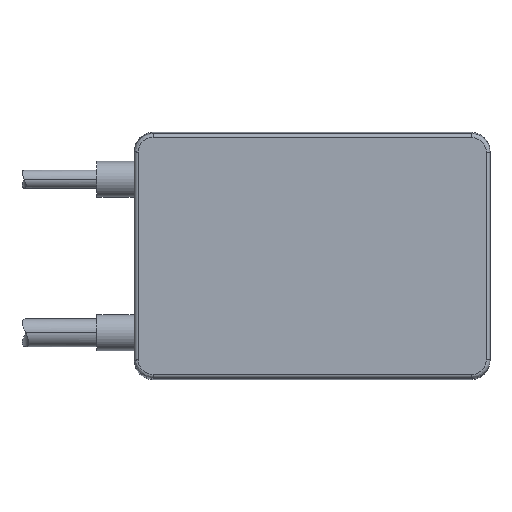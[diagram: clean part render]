
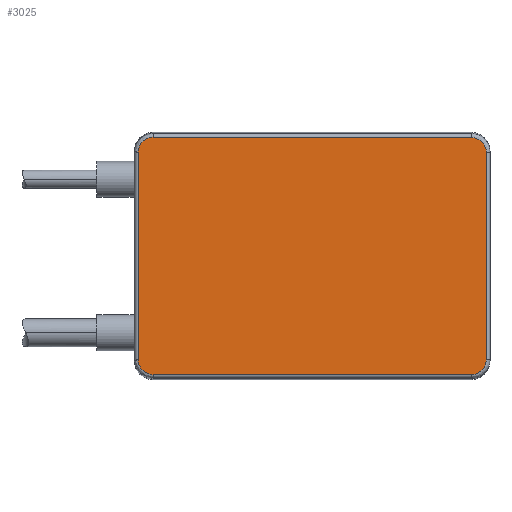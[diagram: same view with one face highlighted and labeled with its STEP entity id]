
A CAD part, front view. The second image highlights one B-rep face of the part: STEP entity #3025.
In plain terms, the highlighted planar face has unit normal (0, -1, 0).
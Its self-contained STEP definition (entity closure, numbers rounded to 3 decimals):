
#526=DIRECTION('',(0.,0.,-1.));
#527=VECTOR('',#526,55.335);
#528=CARTESIAN_POINT('',(-18.833,-7.85,27.668));
#529=LINE('',#528,#527);
#594=CARTESIAN_POINT('',(70.167,-7.85,-31.668));
#595=CARTESIAN_POINT('',(70.431,-7.85,-31.668));
#596=CARTESIAN_POINT('',(70.949,-7.85,-31.617));
#597=CARTESIAN_POINT('',(71.707,-7.85,-31.388));
#598=CARTESIAN_POINT('',(72.403,-7.85,-31.016));
#599=CARTESIAN_POINT('',(73.013,-7.85,-30.515));
#600=CARTESIAN_POINT('',(73.514,-7.85,-29.904));
#601=CARTESIAN_POINT('',(73.886,-7.85,-29.208));
#602=CARTESIAN_POINT('',(74.116,-7.85,-28.449));
#603=CARTESIAN_POINT('',(74.167,-7.85,-27.932));
#604=CARTESIAN_POINT('',(74.167,-7.85,-27.668));
#606=DIRECTION('',(1.,0.,0.));
#607=VECTOR('',#606,85.);
#608=CARTESIAN_POINT('',(-14.833,-7.85,-31.668));
#609=LINE('',#608,#607);
#610=CARTESIAN_POINT('',(-18.833,-7.85,-27.668));
#611=CARTESIAN_POINT('',(-18.833,-7.85,
-27.932));
#612=CARTESIAN_POINT('',(-18.782,-7.85,
-28.45));
#613=CARTESIAN_POINT('',(-18.553,-7.85,
-29.208));
#614=CARTESIAN_POINT('',(-18.181,-7.85,
-29.904));
#615=CARTESIAN_POINT('',(-17.68,-7.85,
-30.515));
#616=CARTESIAN_POINT('',(-17.069,-7.85,
-31.016));
#617=CARTESIAN_POINT('',(-16.373,-7.85,
-31.388));
#618=CARTESIAN_POINT('',(-15.615,-7.85,
-31.617));
#619=CARTESIAN_POINT('',(-15.098,-7.85,
-31.668));
#620=CARTESIAN_POINT('',(-14.833,-7.85,-31.668));
#622=CARTESIAN_POINT('',(-14.833,-7.85,31.668));
#623=CARTESIAN_POINT('',(-15.098,-7.85,31.668));
#624=CARTESIAN_POINT('',(-15.615,-7.85,31.617));
#625=CARTESIAN_POINT('',(-16.374,-7.85,31.388));
#626=CARTESIAN_POINT('',(-17.07,-7.85,31.016));
#627=CARTESIAN_POINT('',(-17.68,-7.85,30.515));
#628=CARTESIAN_POINT('',(-18.181,-7.85,29.904));
#629=CARTESIAN_POINT('',(-18.553,-7.85,29.208));
#630=CARTESIAN_POINT('',(-18.782,-7.85,28.449));
#631=CARTESIAN_POINT('',(-18.833,-7.85,27.932));
#632=CARTESIAN_POINT('',(-18.833,-7.85,27.668));
#634=DIRECTION('',(-1.,0.,0.));
#635=VECTOR('',#634,85.);
#636=CARTESIAN_POINT('',(70.167,-7.85,31.668));
#637=LINE('',#636,#635);
#638=CARTESIAN_POINT('',(74.167,-7.85,27.668));
#639=CARTESIAN_POINT('',(74.167,-7.85,27.932));
#640=CARTESIAN_POINT('',(74.115,-7.85,28.45));
#641=CARTESIAN_POINT('',(73.886,-7.85,29.208));
#642=CARTESIAN_POINT('',(73.514,-7.85,29.904));
#643=CARTESIAN_POINT('',(73.013,-7.85,30.515));
#644=CARTESIAN_POINT('',(72.402,-7.85,31.016));
#645=CARTESIAN_POINT('',(71.706,-7.85,31.388));
#646=CARTESIAN_POINT('',(70.948,-7.85,31.617));
#647=CARTESIAN_POINT('',(70.431,-7.85,31.668));
#648=CARTESIAN_POINT('',(70.167,-7.85,31.668));
#650=DIRECTION('',(0.,0.,1.));
#651=VECTOR('',#650,55.335);
#652=CARTESIAN_POINT('',(74.167,-7.85,-27.668));
#653=LINE('',#652,#651);
#1959=VERTEX_POINT('',#594);
#1960=VERTEX_POINT('',#604);
#1961=CARTESIAN_POINT('',(74.167,-7.85,27.668));
#1962=VERTEX_POINT('',#1961);
#1963=VERTEX_POINT('',#648);
#1964=CARTESIAN_POINT('',(-14.833,-7.85,31.668));
#1965=VERTEX_POINT('',#1964);
#1970=VERTEX_POINT('',#632);
#1971=VERTEX_POINT('',#610);
#1972=VERTEX_POINT('',#620);
#3006=CARTESIAN_POINT('',(27.667,-7.85,0.));
#3007=DIRECTION('',(0.,1.,0.));
#3008=DIRECTION('',(-1.,0.,0.));
#3009=AXIS2_PLACEMENT_3D('',#3006,#3007,#3008);
#3010=PLANE('',#3009);
#3012=ORIENTED_EDGE('',*,*,#3011,.F.);
#3014=ORIENTED_EDGE('',*,*,#3013,.F.);
#3015=ORIENTED_EDGE('',*,*,#2991,.F.);
#3016=ORIENTED_EDGE('',*,*,#2831,.F.);
#3017=ORIENTED_EDGE('',*,*,#2902,.F.);
#3019=ORIENTED_EDGE('',*,*,#3018,.F.);
#3020=ORIENTED_EDGE('',*,*,#2265,.F.);
#3022=ORIENTED_EDGE('',*,*,#3021,.F.);
#3023=EDGE_LOOP('',(#3012,#3014,#3015,#3016,#3017,#3019,#3020,#3022));
#3024=FACE_OUTER_BOUND('',#3023,.F.);
#3025=ADVANCED_FACE('',(#3024),#3010,.F.);
#605=B_SPLINE_CURVE_WITH_KNOTS('',3,(#594,#595,#596,#597,#598,#599,#600,#601,
#602,#603,#604),.UNSPECIFIED.,.F.,.F.,(4,1,1,1,1,1,1,1,4),(0.,0.125,0.25,
0.375,0.5,0.625,0.75,0.875,1.),.UNSPECIFIED.);
#621=B_SPLINE_CURVE_WITH_KNOTS('',3,(#610,#611,#612,#613,#614,#615,#616,#617,
#618,#619,#620),.UNSPECIFIED.,.F.,.F.,(4,1,1,1,1,1,1,1,4),(0.,0.125,0.25,
0.375,0.5,0.625,0.75,0.875,1.),.UNSPECIFIED.);
#633=B_SPLINE_CURVE_WITH_KNOTS('',3,(#622,#623,#624,#625,#626,#627,#628,#629,
#630,#631,#632),.UNSPECIFIED.,.F.,.F.,(4,1,1,1,1,1,1,1,4),(0.,0.125,0.25,
0.375,0.5,0.625,0.75,0.875,1.),.UNSPECIFIED.);
#649=B_SPLINE_CURVE_WITH_KNOTS('',3,(#638,#639,#640,#641,#642,#643,#644,#645,
#646,#647,#648),.UNSPECIFIED.,.F.,.F.,(4,1,1,1,1,1,1,1,4),(0.,0.125,0.25,
0.375,0.5,0.625,0.75,0.875,1.),.UNSPECIFIED.);
#2265=EDGE_CURVE('',#1962,#1963,#649,.T.);
#2831=EDGE_CURVE('',#1970,#1971,#529,.T.);
#2902=EDGE_CURVE('',#1965,#1970,#633,.T.);
#2991=EDGE_CURVE('',#1971,#1972,#621,.T.);
#3011=EDGE_CURVE('',#1959,#1960,#605,.T.);
#3013=EDGE_CURVE('',#1972,#1959,#609,.T.);
#3018=EDGE_CURVE('',#1963,#1965,#637,.T.);
#3021=EDGE_CURVE('',#1960,#1962,#653,.T.);
